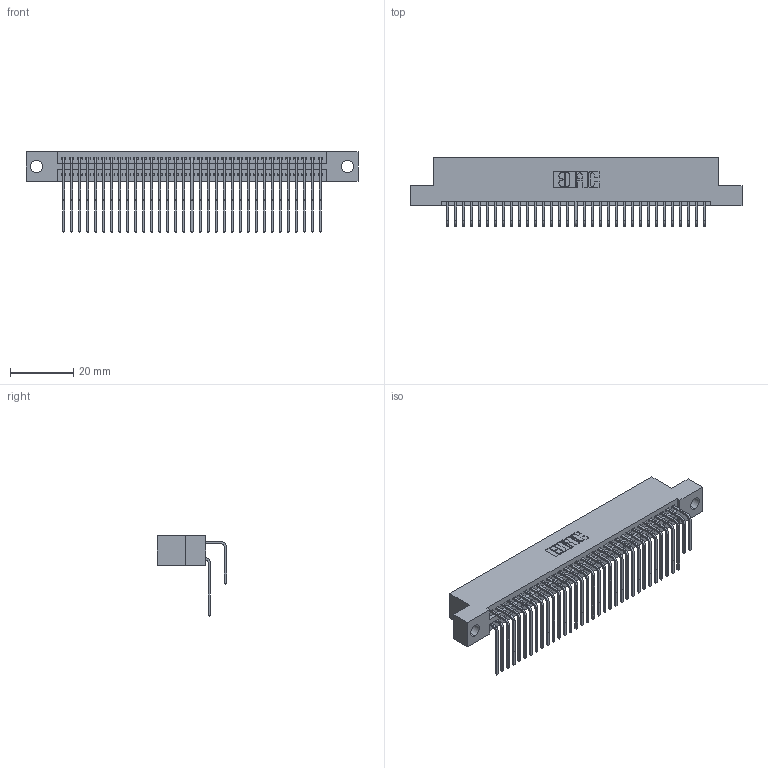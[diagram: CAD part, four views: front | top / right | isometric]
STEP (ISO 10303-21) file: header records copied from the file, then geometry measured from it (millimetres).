
FILE_DESCRIPTION (( 'STEP AP203' ), '1' );
FILE_NAME ('345-066-558-204.STEP', '2021-05-20T07:23:09', ( '' ), ( '' ), 'SwSTEP 2.0', 'SolidWorks 2020', '' );
FILE_SCHEMA (( 'CONFIG_CONTROL_DESIGN' ));
Length unit declared in the file: inch
Products named in the file (4): 345 Part_Flush Mounting Lugs - 0.156 Dia-TI; 345-066-558-204; 345-292-001_558 Tail - 2; 345-292-001_558 559 Tail - 1
Assembly tree (67 placements, depth 2):
  345-066-558-204
    345 Part_Flush Mounting Lugs - 0.156 Dia-TI
    345-292-001_558 559 Tail - 1  x33
    345-292-001_558 Tail - 2  x33
Bounding box: 105.03 x 21.83 x 25.53 mm (x, y, z)
Volume: 10393.9 mm3; surface area: 16831.5 mm2
Topology: 67 solids, 67 shells, 3572 faces, 10607 edges, 6982 vertices
Faces by surface type: plane 2404, cylinder 1168
Entity records: 29175 total; most frequent: CARTESIAN_POINT 4949, ORIENTED_EDGE 4830, DIRECTION 4347, EDGE_CURVE 2415, LINE 2111, VECTOR 2111, VERTEX_POINT 1606, AXIS2_PLACEMENT_3D 1118
